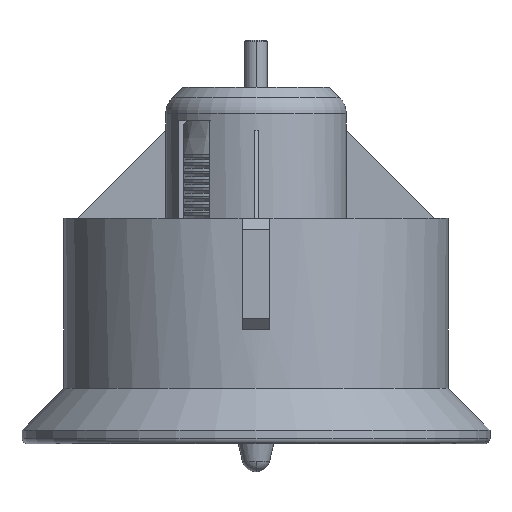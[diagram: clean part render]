
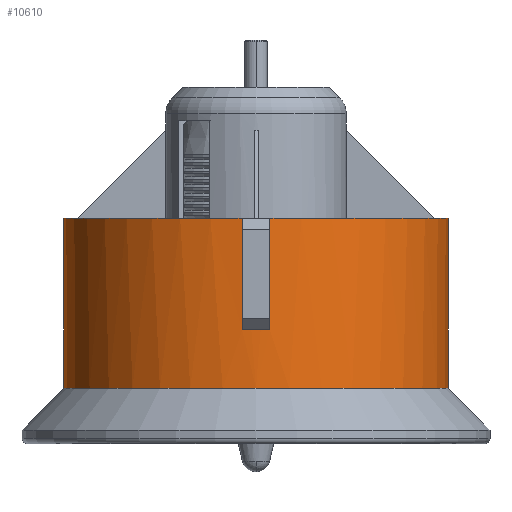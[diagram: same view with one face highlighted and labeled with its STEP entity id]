
A CAD part, front view. The second image highlights one B-rep face of the part: STEP entity #10610.
In plain terms, the highlighted cylindrical face has radius 34.5 mm (diameter 69 mm), a partial arc.
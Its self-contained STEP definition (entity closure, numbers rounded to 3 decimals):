
#126 = CARTESIAN_POINT ( 'NONE',  ( 0., 0., 25.5 ) ) ;
#132 = EDGE_CURVE ( 'NONE', #7774, #14798, #1722, .T. ) ;
#348 = VERTEX_POINT ( 'NONE', #4844 ) ;
#481 = EDGE_CURVE ( 'NONE', #13471, #348, #803, .T. ) ;
#803 = LINE ( 'NONE', #1797, #14596 ) ;
#969 = DIRECTION ( 'NONE',  ( 1., 0., 0. ) ) ;
#1118 = DIRECTION ( 'NONE',  ( 0., 0., -1. ) ) ;
#1130 = EDGE_CURVE ( 'NONE', #13471, #1382, #9341, .T. ) ;
#1382 = VERTEX_POINT ( 'NONE', #4946 ) ;
#1510 = DIRECTION ( 'NONE',  ( 0., 0., -1. ) ) ;
#1722 = CIRCLE ( 'NONE', #5847, 34.5 ) ;
#1797 = CARTESIAN_POINT ( 'NONE',  ( 34.5, 0., 0. ) ) ;
#2257 = AXIS2_PLACEMENT_3D ( 'NONE', #14949, #4254, #969 ) ;
#2668 = DIRECTION ( 'NONE',  ( -1., 0., 0. ) ) ;
#3477 = ORIENTED_EDGE ( 'NONE', *, *, #3988, .F. ) ;
#3565 = DIRECTION ( 'NONE',  ( -1., 0., 0. ) ) ;
#3614 = LINE ( 'NONE', #14111, #12642 ) ;
#3701 = EDGE_LOOP ( 'NONE', ( #5516, #8542, #3477, #8327, #5442, #9421, #13159, #3745 ) ) ;
#3730 = AXIS2_PLACEMENT_3D ( 'NONE', #6012, #9388, #2668 ) ;
#3745 = ORIENTED_EDGE ( 'NONE', *, *, #9050, .F. ) ;
#3988 = EDGE_CURVE ( 'NONE', #13530, #1382, #6743, .T. ) ;
#4031 = VECTOR ( 'NONE', #14335, 1000. ) ;
#4254 = DIRECTION ( 'NONE',  ( 0., 0., -1. ) ) ;
#4501 = CARTESIAN_POINT ( 'NONE',  ( -34.5, 0., 25.5 ) ) ;
#4715 = CARTESIAN_POINT ( 'NONE',  ( 0., 0., 0. ) ) ;
#4844 = CARTESIAN_POINT ( 'NONE',  ( 34.5, 0., -5. ) ) ;
#4946 = CARTESIAN_POINT ( 'NONE',  ( 2.5, -34.409, 25.5 ) ) ;
#5188 = AXIS2_PLACEMENT_3D ( 'NONE', #13629, #9089, #11282 ) ;
#5442 = ORIENTED_EDGE ( 'NONE', *, *, #6648, .T. ) ;
#5479 = CARTESIAN_POINT ( 'NONE',  ( 34.5, 0., 25.5 ) ) ;
#5516 = ORIENTED_EDGE ( 'NONE', *, *, #481, .F. ) ;
#5847 = AXIS2_PLACEMENT_3D ( 'NONE', #126, #15008, #10471 ) ;
#6012 = CARTESIAN_POINT ( 'NONE',  ( 0., 0., 25.5 ) ) ;
#6648 = EDGE_CURVE ( 'NONE', #13753, #7774, #7345, .T. ) ;
#6743 = LINE ( 'NONE', #10252, #14220 ) ;
#7345 = LINE ( 'NONE', #11979, #4031 ) ;
#7582 = CARTESIAN_POINT ( 'NONE',  ( -2.5, -34.409, 5.5 ) ) ;
#7774 = VERTEX_POINT ( 'NONE', #14091 ) ;
#7859 = CIRCLE ( 'NONE', #2257, 34.5 ) ;
#7898 = CARTESIAN_POINT ( 'NONE',  ( -34.5, 0., -5. ) ) ;
#8088 = CIRCLE ( 'NONE', #5188, 34.5 ) ;
#8327 = ORIENTED_EDGE ( 'NONE', *, *, #13548, .T. ) ;
#8542 = ORIENTED_EDGE ( 'NONE', *, *, #1130, .T. ) ;
#8728 = DIRECTION ( 'NONE',  ( 0., 0., -1. ) ) ;
#9050 = EDGE_CURVE ( 'NONE', #348, #12417, #8088, .T. ) ;
#9089 = DIRECTION ( 'NONE',  ( 0., 0., -1. ) ) ;
#9341 = CIRCLE ( 'NONE', #3730, 34.5 ) ;
#9388 = DIRECTION ( 'NONE',  ( 0., 0., -1. ) ) ;
#9421 = ORIENTED_EDGE ( 'NONE', *, *, #132, .T. ) ;
#10252 = CARTESIAN_POINT ( 'NONE',  ( 2.5, -34.409, 5.5 ) ) ;
#10354 = AXIS2_PLACEMENT_3D ( 'NONE', #4715, #1510, #3565 ) ;
#10471 = DIRECTION ( 'NONE',  ( -1., 0., 0. ) ) ;
#10610 = ADVANCED_FACE ( 'NONE', ( #13081 ), #11852, .T. ) ;
#11282 = DIRECTION ( 'NONE',  ( -1., 0., 0. ) ) ;
#11384 = DIRECTION ( 'NONE',  ( 0., 0., 1. ) ) ;
#11852 = CYLINDRICAL_SURFACE ( 'NONE', #10354, 34.5 ) ;
#11979 = CARTESIAN_POINT ( 'NONE',  ( -2.5, -34.409, 5.5 ) ) ;
#12417 = VERTEX_POINT ( 'NONE', #7898 ) ;
#12642 = VECTOR ( 'NONE', #1118, 1000. ) ;
#13081 = FACE_OUTER_BOUND ( 'NONE', #3701, .T. ) ;
#13159 = ORIENTED_EDGE ( 'NONE', *, *, #14983, .T. ) ;
#13471 = VERTEX_POINT ( 'NONE', #5479 ) ;
#13530 = VERTEX_POINT ( 'NONE', #13532 ) ;
#13532 = CARTESIAN_POINT ( 'NONE',  ( 2.5, -34.409, 5.5 ) ) ;
#13548 = EDGE_CURVE ( 'NONE', #13530, #13753, #7859, .T. ) ;
#13629 = CARTESIAN_POINT ( 'NONE',  ( 0., 0., -5. ) ) ;
#13753 = VERTEX_POINT ( 'NONE', #7582 ) ;
#14091 = CARTESIAN_POINT ( 'NONE',  ( -2.5, -34.409, 25.5 ) ) ;
#14111 = CARTESIAN_POINT ( 'NONE',  ( -34.5, 0., 0. ) ) ;
#14220 = VECTOR ( 'NONE', #11384, 1000. ) ;
#14335 = DIRECTION ( 'NONE',  ( 0., 0., 1. ) ) ;
#14596 = VECTOR ( 'NONE', #8728, 1000. ) ;
#14798 = VERTEX_POINT ( 'NONE', #4501 ) ;
#14949 = CARTESIAN_POINT ( 'NONE',  ( 0., 0., 5.5 ) ) ;
#14983 = EDGE_CURVE ( 'NONE', #14798, #12417, #3614, .T. ) ;
#15008 = DIRECTION ( 'NONE',  ( 0., 0., -1. ) ) ;
